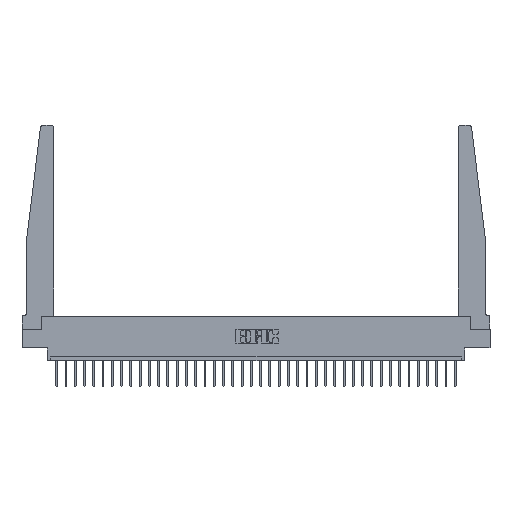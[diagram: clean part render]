
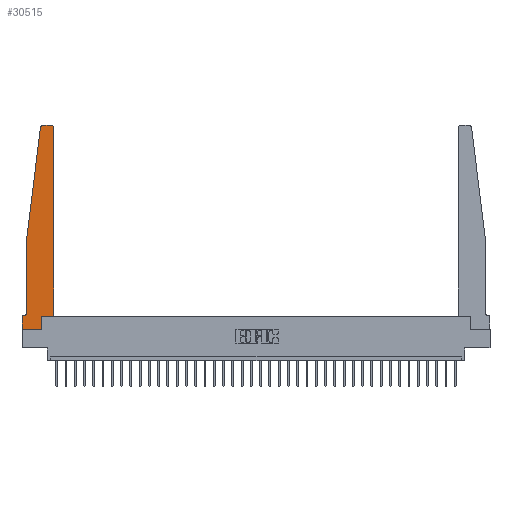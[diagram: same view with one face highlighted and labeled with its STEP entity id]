
A CAD part, top view. The second image highlights one B-rep face of the part: STEP entity #30515.
In plain terms, the highlighted planar face has unit normal (0, 0, 1).
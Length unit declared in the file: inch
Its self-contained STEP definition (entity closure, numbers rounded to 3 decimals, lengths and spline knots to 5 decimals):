
#48 = VERTEX_POINT ( 'NONE', #11281 ) ;
#163 = CARTESIAN_POINT ( 'NONE',  ( 0., 0., 0.37 ) ) ;
#178 = VERTEX_POINT ( 'NONE', #26540 ) ;
#786 = VECTOR ( 'NONE', #8370, 39.37008 ) ;
#1234 = VERTEX_POINT ( 'NONE', #30300 ) ;
#1317 = LINE ( 'NONE', #3467, #786 ) ;
#2023 = CARTESIAN_POINT ( 'NONE',  ( 0., 0., 0.37 ) ) ;
#2164 = EDGE_CURVE ( 'NONE', #16736, #2231, #5873, .T. ) ;
#2231 = VERTEX_POINT ( 'NONE', #5701 ) ;
#2324 = ORIENTED_EDGE ( 'NONE', *, *, #22146, .T. ) ;
#2418 = DIRECTION ( 'NONE',  ( 0., 0., 1. ) ) ;
#2587 = CARTESIAN_POINT ( 'NONE',  ( 0.27653, 2.72, 0.37 ) ) ;
#3126 = CARTESIAN_POINT ( 'NONE',  ( 0.015, 0.2375, 0.37 ) ) ;
#3139 = VECTOR ( 'NONE', #10172, 39.37008 ) ;
#3268 = EDGE_CURVE ( 'NONE', #30417, #19088, #5427, .T. ) ;
#3467 = CARTESIAN_POINT ( 'NONE',  ( 0., 0., 0.37 ) ) ;
#3604 = ORIENTED_EDGE ( 'NONE', *, *, #11990, .T. ) ;
#3732 = EDGE_CURVE ( 'NONE', #12760, #1234, #30977, .T. ) ;
#4007 = AXIS2_PLACEMENT_3D ( 'NONE', #31634, #11985, #6589 ) ;
#4040 = LINE ( 'NONE', #6651, #8585 ) ;
#4247 = ORIENTED_EDGE ( 'NONE', *, *, #2164, .T. ) ;
#5375 = ORIENTED_EDGE ( 'NONE', *, *, #29218, .T. ) ;
#5427 = CIRCLE ( 'NONE', #27907, 0.05 ) ;
#5688 = EDGE_CURVE ( 'NONE', #30906, #30417, #4040, .T. ) ;
#5701 = CARTESIAN_POINT ( 'NONE',  ( 0.24675, 2.72367, 0.37 ) ) ;
#5873 = CIRCLE ( 'NONE', #28374, 0.03 ) ;
#6432 = CARTESIAN_POINT ( 'NONE',  ( 0.27653, 2.75, 0.37 ) ) ;
#6589 = DIRECTION ( 'NONE',  ( 1., 0., 0. ) ) ;
#6651 = CARTESIAN_POINT ( 'NONE',  ( 0.065, 1.25, 0.37 ) ) ;
#7092 = CARTESIAN_POINT ( 'NONE',  ( 0.2605, 0., 0.37 ) ) ;
#7448 = CARTESIAN_POINT ( 'NONE',  ( 0.015, 0.1875, 0.37 ) ) ;
#8370 = DIRECTION ( 'NONE',  ( 1., 0., 0. ) ) ;
#8585 = VECTOR ( 'NONE', #16204, 39.37008 ) ;
#8684 = CARTESIAN_POINT ( 'NONE',  ( 0.425, 2.72, 0.37 ) ) ;
#8889 = ORIENTED_EDGE ( 'NONE', *, *, #3268, .T. ) ;
#9331 = ORIENTED_EDGE ( 'NONE', *, *, #28453, .T. ) ;
#9636 = ORIENTED_EDGE ( 'NONE', *, *, #15440, .T. ) ;
#9730 = DIRECTION ( 'NONE',  ( 1., 0., 0. ) ) ;
#9954 = DIRECTION ( 'NONE',  ( 1., 0., 0. ) ) ;
#10172 = DIRECTION ( 'NONE',  ( 0., -1., 0. ) ) ;
#10605 = ORIENTED_EDGE ( 'NONE', *, *, #15408, .T. ) ;
#10643 = LINE ( 'NONE', #12947, #13660 ) ;
#10734 = CIRCLE ( 'NONE', #27492, 0.03 ) ;
#11151 = LINE ( 'NONE', #11628, #24109 ) ;
#11281 = CARTESIAN_POINT ( 'NONE',  ( 0., 0.1875, 0.37 ) ) ;
#11628 = CARTESIAN_POINT ( 'NONE',  ( 0.425, 0.18, 0.37 ) ) ;
#11985 = DIRECTION ( 'NONE',  ( 0., 0., 1. ) ) ;
#11990 = EDGE_CURVE ( 'NONE', #178, #16736, #15290, .T. ) ;
#12327 = DIRECTION ( 'NONE',  ( -1., 0., 0. ) ) ;
#12760 = VERTEX_POINT ( 'NONE', #20178 ) ;
#12947 = CARTESIAN_POINT ( 'NONE',  ( 0.065, 1.25, 0.37 ) ) ;
#13165 = VERTEX_POINT ( 'NONE', #7092 ) ;
#13660 = VECTOR ( 'NONE', #15418, 39.37008 ) ;
#13737 = VECTOR ( 'NONE', #18543, 39.37008 ) ;
#14675 = CARTESIAN_POINT ( 'NONE',  ( 0.395, 2.72, 0.37 ) ) ;
#15283 = LINE ( 'NONE', #19851, #27724 ) ;
#15290 = LINE ( 'NONE', #27879, #22539 ) ;
#15408 = EDGE_CURVE ( 'NONE', #13165, #12760, #15283, .T. ) ;
#15418 = DIRECTION ( 'NONE',  ( -0.122, -0.992, 0. ) ) ;
#15440 = EDGE_CURVE ( 'NONE', #48, #19076, #20181, .T. ) ;
#15976 = CARTESIAN_POINT ( 'NONE',  ( 0.065, 0.2375, 0.37 ) ) ;
#16204 = DIRECTION ( 'NONE',  ( 0., -1., 0. ) ) ;
#16731 = DIRECTION ( 'NONE',  ( 0., 1., 0. ) ) ;
#16736 = VERTEX_POINT ( 'NONE', #6432 ) ;
#17094 = LINE ( 'NONE', #26933, #27353 ) ;
#18053 = DIRECTION ( 'NONE',  ( 0., 1., 0. ) ) ;
#18192 = DIRECTION ( 'NONE',  ( 0., 0., -1. ) ) ;
#18543 = DIRECTION ( 'NONE',  ( 1., 0., 0. ) ) ;
#19076 = VERTEX_POINT ( 'NONE', #2023 ) ;
#19088 = VERTEX_POINT ( 'NONE', #7448 ) ;
#19851 = CARTESIAN_POINT ( 'NONE',  ( 0.2605, 0.18, 0.37 ) ) ;
#20034 = EDGE_CURVE ( 'NONE', #2231, #30906, #10643, .T. ) ;
#20178 = CARTESIAN_POINT ( 'NONE',  ( 0.2605, 0.18, 0.37 ) ) ;
#20181 = LINE ( 'NONE', #163, #3139 ) ;
#21678 = PLANE ( 'NONE',  #4007 ) ;
#21895 = ORIENTED_EDGE ( 'NONE', *, *, #20034, .T. ) ;
#22146 = EDGE_CURVE ( 'NONE', #1234, #27983, #11151, .T. ) ;
#22216 = ORIENTED_EDGE ( 'NONE', *, *, #23540, .T. ) ;
#22539 = VECTOR ( 'NONE', #12327, 39.37008 ) ;
#23540 = EDGE_CURVE ( 'NONE', #19088, #48, #17094, .T. ) ;
#23963 = FACE_OUTER_BOUND ( 'NONE', #28554, .T. ) ;
#24109 = VECTOR ( 'NONE', #16731, 39.37008 ) ;
#24297 = DIRECTION ( 'NONE',  ( -1., 0., 0. ) ) ;
#24660 = DIRECTION ( 'NONE',  ( 0., 0., 1. ) ) ;
#26540 = CARTESIAN_POINT ( 'NONE',  ( 0.395, 2.75, 0.37 ) ) ;
#26567 = CARTESIAN_POINT ( 'NONE',  ( 0.065, 1.25, 0.37 ) ) ;
#26848 = CARTESIAN_POINT ( 'NONE',  ( 0.425, 0.18, 0.37 ) ) ;
#26933 = CARTESIAN_POINT ( 'NONE',  ( 0.065, 0.1875, 0.37 ) ) ;
#27033 = ORIENTED_EDGE ( 'NONE', *, *, #5688, .T. ) ;
#27353 = VECTOR ( 'NONE', #24297, 39.37008 ) ;
#27492 = AXIS2_PLACEMENT_3D ( 'NONE', #14675, #24660, #9730 ) ;
#27724 = VECTOR ( 'NONE', #18053, 39.37008 ) ;
#27879 = CARTESIAN_POINT ( 'NONE',  ( 0.25, 2.75, 0.37 ) ) ;
#27907 = AXIS2_PLACEMENT_3D ( 'NONE', #3126, #18192, #30145 ) ;
#27967 = ORIENTED_EDGE ( 'NONE', *, *, #3732, .T. ) ;
#27983 = VERTEX_POINT ( 'NONE', #8684 ) ;
#28374 = AXIS2_PLACEMENT_3D ( 'NONE', #2587, #2418, #9954 ) ;
#28453 = EDGE_CURVE ( 'NONE', #27983, #178, #10734, .T. ) ;
#28554 = EDGE_LOOP ( 'NONE', ( #3604, #4247, #21895, #27033, #8889, #22216, #9636, #5375, #10605, #27967, #2324, #9331 ) ) ;
#29218 = EDGE_CURVE ( 'NONE', #19076, #13165, #1317, .T. ) ;
#30145 = DIRECTION ( 'NONE',  ( -1., 0., 0. ) ) ;
#30300 = CARTESIAN_POINT ( 'NONE',  ( 0.425, 0.18, 0.37 ) ) ;
#30417 = VERTEX_POINT ( 'NONE', #15976 ) ;
#30515 = ADVANCED_FACE ( 'NONE', ( #23963 ), #21678, .T. ) ;
#30906 = VERTEX_POINT ( 'NONE', #26567 ) ;
#30977 = LINE ( 'NONE', #26848, #13737 ) ;
#31634 = CARTESIAN_POINT ( 'NONE',  ( 0., 0.1875, 0.37 ) ) ;
